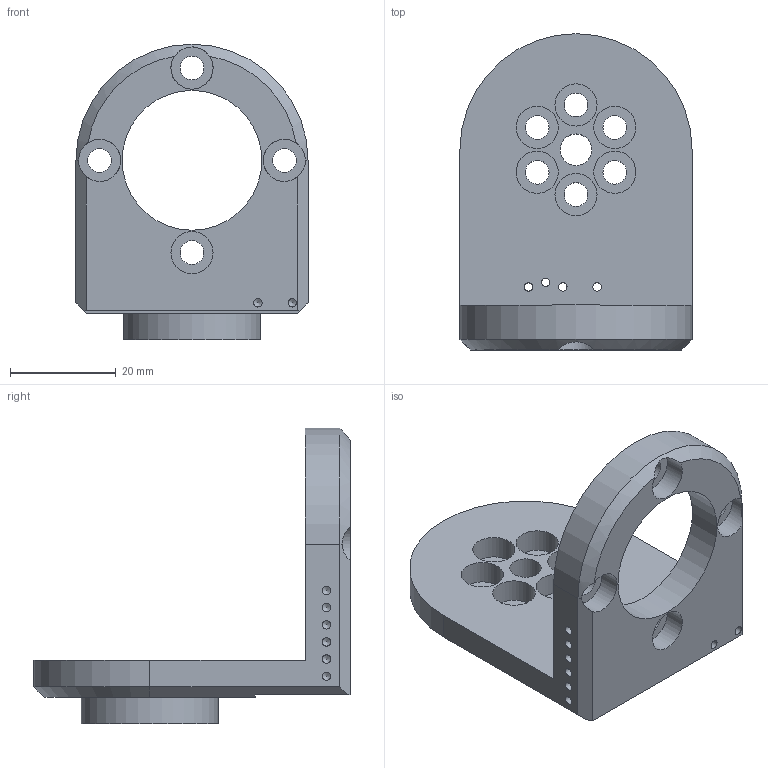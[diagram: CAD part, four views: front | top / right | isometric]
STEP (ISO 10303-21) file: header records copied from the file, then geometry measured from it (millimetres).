
FILE_DESCRIPTION(/* description */ ('STEP AP242','CAx-IF Rec.Pracs.---Representation and Presentation of Product Manufacturing Information (PMI)---4.0---2014-10-13','CAx-IF Rec.Pracs.---3D Tessellated Geometry---0.4---2014-09-14','2;1'),/* implementation_level */ '2;1');
FILE_NAME(/* name */ '658a53eae1eb5917e2b52a59',/* time_stamp */ '2023-12-26T04:17:47Z',/* author */ (''),/* organization */ (''),/* preprocessor_version */ 'ST-DEVELOPER v19.4',/* originating_system */ ' ',/* authorisation */ ' ');
FILE_SCHEMA (('AP242_MANAGED_MODEL_BASED_3D_ENGINEERING_MIM_LF { 1 0 10303 442 1 1 4 }'));
Length unit declared in the file: metre
Products named in the file (1): Part 1
Bounding box: 44 x 60 x 56 mm (x, y, z)
Volume: 23534.5 mm3; surface area: 12327.1 mm2
Topology: 1 solids, 1 shells, 86 faces, 228 edges, 153 vertices
Faces by surface type: cylinder 45, plane 24, cone 17
Full cylindrical faces by diameter (mm): 1.6 x16, 2.5 x3, 4.5 x10, 6 x1, 8 x10, 26 x1, 26.5 x1, 41.4 x1
Entity records: 2215 total; most frequent: DIRECTION 396, CARTESIAN_POINT 359, ORIENTED_EDGE 260, FACE_BOUND 200, EDGE_LOOP 185, AXIS2_PLACEMENT_3D 182, EDGE_CURVE 130, VERTEX_POINT 128
